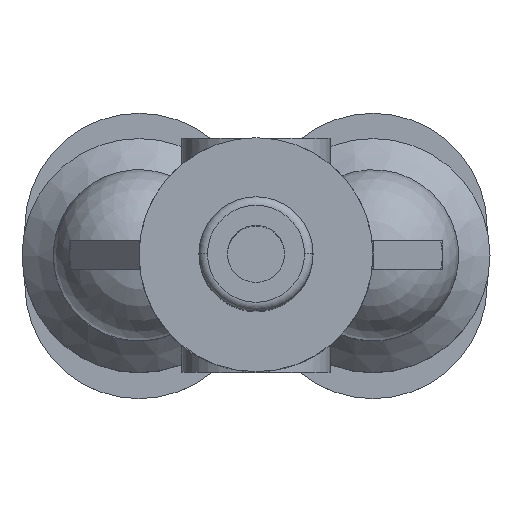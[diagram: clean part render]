
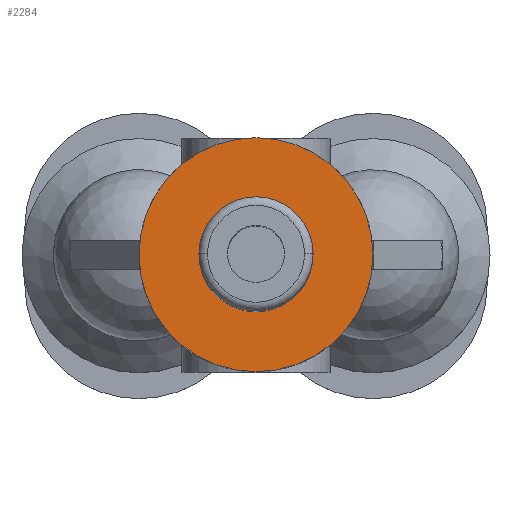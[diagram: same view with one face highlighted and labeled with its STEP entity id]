
A CAD part, top view. The second image highlights one B-rep face of the part: STEP entity #2284.
In plain terms, the highlighted face is planar.
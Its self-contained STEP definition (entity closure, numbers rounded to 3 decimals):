
#143=CARTESIAN_POINT('',(4.1,0.,-4.3));
#144=VERTEX_POINT('',#143);
#178=CARTESIAN_POINT('',(-4.1,0.,-4.3));
#179=VERTEX_POINT('',#178);
#186=CARTESIAN_POINT('',(0.,0.,-4.3));
#187=DIRECTION('',(0.0,0.0,1.0));
#188=DIRECTION('',(1.0,0.0,0.0));
#189=AXIS2_PLACEMENT_3D('',#186,#187,#188);
#190=CIRCLE('',#189,4.1);
#191=EDGE_CURVE('',#179,#144,#190,.T.);
#686=CARTESIAN_POINT('',(2.,0.,-4.3));
#687=VERTEX_POINT('',#686);
#703=CARTESIAN_POINT('',(-2.,0.,-4.3));
#704=VERTEX_POINT('',#703);
#711=CARTESIAN_POINT('',(0.,0.,-4.3));
#712=DIRECTION('',(0.0,0.0,1.0));
#713=DIRECTION('',(1.0,0.0,0.0));
#714=AXIS2_PLACEMENT_3D('',#711,#712,#713);
#715=CIRCLE('',#714,2.0);
#716=EDGE_CURVE('',#687,#704,#715,.T.);
#2239=CARTESIAN_POINT('',(0.,0.,-4.3));
#2240=DIRECTION('',(0.0,0.0,1.0));
#2241=DIRECTION('',(1.0,0.0,0.0));
#2242=AXIS2_PLACEMENT_3D('',#2239,#2240,#2241);
#2243=CIRCLE('',#2242,2.0);
#2244=EDGE_CURVE('',#704,#687,#2243,.T.);
#2265=CARTESIAN_POINT('',(0.,0.,-4.3));
#2266=DIRECTION('',(0.0,0.0,1.0));
#2267=DIRECTION('',(1.0,0.0,0.0));
#2268=AXIS2_PLACEMENT_3D('',#2265,#2266,#2267);
#2269=PLANE('',#2268);
#2270=CARTESIAN_POINT('',(0.,0.,-4.3));
#2271=DIRECTION('',(0.0,0.0,1.0));
#2272=DIRECTION('',(1.0,0.0,0.0));
#2273=AXIS2_PLACEMENT_3D('',#2270,#2271,#2272);
#2274=CIRCLE('',#2273,4.1);
#2275=EDGE_CURVE('',#144,#179,#2274,.T.);
#2276=ORIENTED_EDGE('',*,*,#2275,.F.);
#2277=ORIENTED_EDGE('',*,*,#191,.F.);
#2278=EDGE_LOOP('',(#2276,#2277));
#2279=FACE_OUTER_BOUND('',#2278,.T.);
#2280=ORIENTED_EDGE('',*,*,#716,.T.);
#2281=ORIENTED_EDGE('',*,*,#2244,.T.);
#2282=EDGE_LOOP('',(#2280,#2281));
#2283=FACE_BOUND('',#2282,.T.);
#2284=ADVANCED_FACE('',(#2279,#2283),#2269,.F.);
